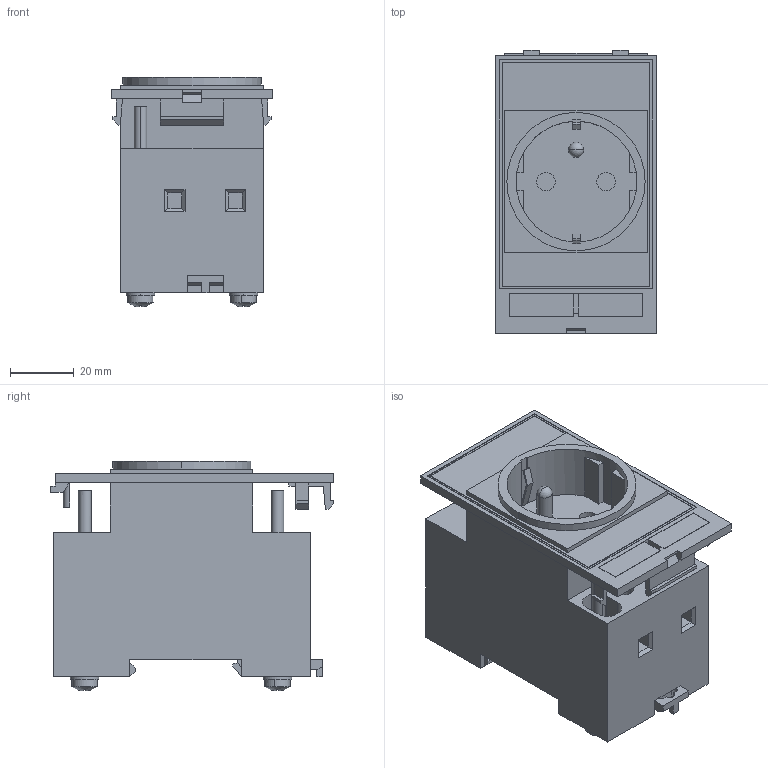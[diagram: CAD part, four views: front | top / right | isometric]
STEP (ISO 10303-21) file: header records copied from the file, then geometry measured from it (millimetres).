
FILE_DESCRIPTION(('Creo Elements/Direct Modeling STEP Export'),'2;1');
FILE_NAME('model.stp','2019-05-16T 1:46:47',(''),(''),'Creo Elements/Direct Modeling STEP processor for AP214 (Solid Model)','Creo Elements/Direct Modeling 20.1A 29-Sep-2018 (C) Parametric Technology GmbH','');
FILE_SCHEMA(('AUTOMOTIVE_DESIGN { 1 0 10303 214 1 1 1 1 }'));
Length unit declared in the file: millimetre
Products named in the file (2): VS_SI_SD_FR-select
Assembly tree (1 placements, depth 2):
  VS_SI_SD_FR-select
    VS_SI_SD_FR-select
Bounding box: 50.7 x 89 x 72.28 mm (x, y, z)
Volume: 176680.3 mm3; surface area: 39247.3 mm2
Topology: 1 solids, 1 shells, 308 faces, 832 edges, 551 vertices
Faces by surface type: plane 234, cylinder 54, extrusion 16, sphere 4
Entity records: 12349 total; most frequent: CARTESIAN_POINT 2334, ORIENTED_EDGE 1660, DIRECTION 1367, EDGE_CURVE 830, VECTOR 631, LINE 615, VERTEX_POINT 551, AXIS2_PLACEMENT_3D 368
